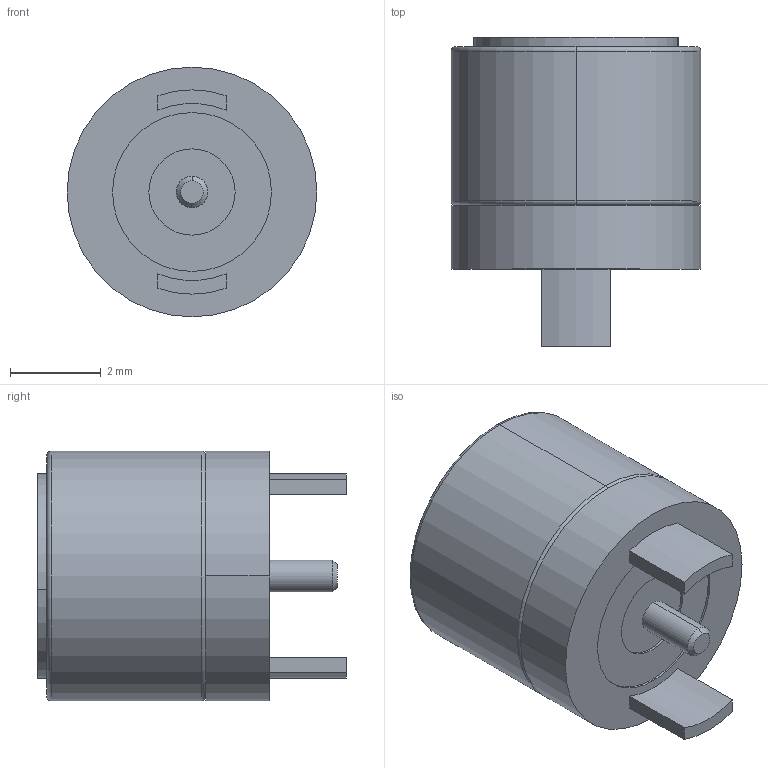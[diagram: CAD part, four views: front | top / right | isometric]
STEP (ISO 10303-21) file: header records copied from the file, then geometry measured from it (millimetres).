
FILE_DESCRIPTION (( 'STEP AP214' ), '1' );
FILE_NAME ('685A02222001A1E.STEP', '2023-04-25T14:36:00', ( '' ), ( '' ), 'SwSTEP 2.0', 'SolidWorks 2020', '' );
FILE_SCHEMA (( 'AUTOMOTIVE_DESIGN' ));
Length unit declared in the file: millimetre
Products named in the file (1): 685A02222001A1E
Bounding box: 5.5 x 6.8 x 5.5 mm (x, y, z)
Surface area: 221.6 mm2 (no closed solid volume)
Topology: 0 solids, 4 shells, 62 faces, 132 edges, 83 vertices
Faces by surface type: cylinder 28, plane 18, torus 10, cone 4, sphere 2
Entity records: 2382 total; most frequent: DIRECTION 340, CARTESIAN_POINT 274, ORIENTED_EDGE 254, AXIS2_PLACEMENT_3D 148, EDGE_CURVE 129, CIRCLE 85, VERTEX_POINT 82, EDGE_LOOP 73
